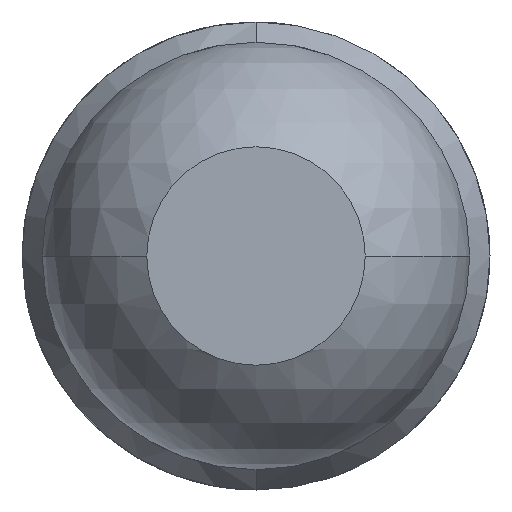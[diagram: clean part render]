
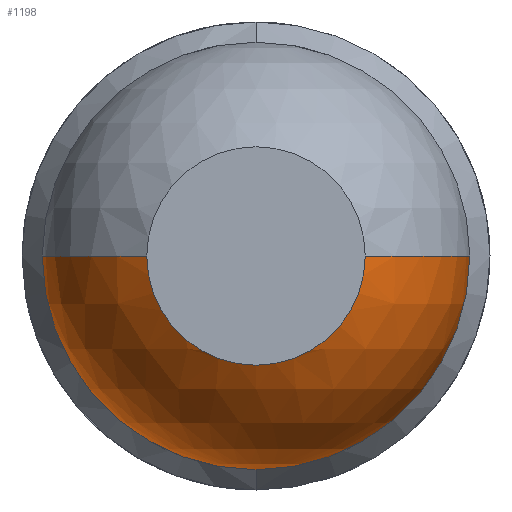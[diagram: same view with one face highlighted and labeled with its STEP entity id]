
A CAD part, front view. The second image highlights one B-rep face of the part: STEP entity #1198.
In plain terms, the highlighted spherical face has radius 0.685 mm.
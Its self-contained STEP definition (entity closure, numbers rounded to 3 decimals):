
#25 = AXIS2_PLACEMENT_3D ( 'NONE', #467, #3161, #1119 ) ;
#108 = DIRECTION ( 'NONE',  ( -1., 0., 0. ) ) ;
#143 = VERTEX_POINT ( 'NONE', #3282 ) ;
#208 = AXIS2_PLACEMENT_3D ( 'NONE', #1258, #293, #3966 ) ;
#293 = DIRECTION ( 'NONE',  ( 0., -1., 0. ) ) ;
#467 = CARTESIAN_POINT ( 'NONE',  ( 0., -26.411, 0. ) ) ;
#591 = CARTESIAN_POINT ( 'NONE',  ( -0.35, -27., 0. ) ) ;
#692 = FACE_OUTER_BOUND ( 'NONE', #3415, .T. ) ;
#698 = ORIENTED_EDGE ( 'NONE', *, *, #2572, .F. ) ;
#706 = EDGE_CURVE ( 'NONE', #143, #3597, #3304, .T. ) ;
#867 = AXIS2_PLACEMENT_3D ( 'NONE', #3120, #2139, #1093 ) ;
#968 = EDGE_CURVE ( 'NONE', #1290, #3439, #2100, .T. ) ;
#1015 = ORIENTED_EDGE ( 'NONE', *, *, #3949, .F. ) ;
#1093 = DIRECTION ( 'NONE',  ( 0., 0., -1. ) ) ;
#1119 = DIRECTION ( 'NONE',  ( 0., 0., 1. ) ) ;
#1198 = ADVANCED_FACE ( 'Defeature ausgef�hrt1_4', ( #692 ), #3753, .T. ) ;
#1258 = CARTESIAN_POINT ( 'NONE',  ( 0., -27., 0. ) ) ;
#1290 = VERTEX_POINT ( 'NONE', #591 ) ;
#1373 = EDGE_CURVE ( 'Defeature ausgef�hrt1_12+Defeature ausgef�hrt1_4+Defeature ausgef�hrt1_4+Defeature ausgef�hrt1_4', #2870, #143, #1649, .T. ) ;
#1478 = AXIS2_PLACEMENT_3D ( 'NONE', #3365, #3699, #4030 ) ;
#1586 = DIRECTION ( 'NONE',  ( 0., 0., 1. ) ) ;
#1611 = CARTESIAN_POINT ( 'NONE',  ( 0., -26.411, 0. ) ) ;
#1626 = DIRECTION ( 'NONE',  ( 1., 0., 0. ) ) ;
#1649 = CIRCLE ( 'NONE', #208, 0.35 ) ;
#1706 = DIRECTION ( 'NONE',  ( 0., 0., -1. ) ) ;
#1879 = EDGE_CURVE ( 'Defeature ausgef�hrt1_12+Defeature ausgef�hrt1_4+Defeature ausgef�hrt1_4+Defeature ausgef�hrt1_4', #1290, #2870, #3131, .T. ) ;
#1924 = DIRECTION ( 'NONE',  ( 0., 0., -1. ) ) ;
#1927 = ORIENTED_EDGE ( 'NONE', *, *, #1879, .F. ) ;
#1996 = AXIS2_PLACEMENT_3D ( 'NONE', #1611, #1586, #1626 ) ;
#2079 = ORIENTED_EDGE ( 'NONE', *, *, #706, .F. ) ;
#2100 = CIRCLE ( 'NONE', #3582, 0.685 ) ;
#2139 = DIRECTION ( 'NONE',  ( 0., -1., 0. ) ) ;
#2333 = CARTESIAN_POINT ( 'NONE',  ( -0.685, -26.411, 0. ) ) ;
#2572 = EDGE_CURVE ( 'Defeature ausgef�hrt1_5+Defeature ausgef�hrt1_4+Defeature ausgef�hrt1_4+Defeature ausgef�hrt1_4', #3597, #3455, #3653, .T. ) ;
#2592 = CARTESIAN_POINT ( 'NONE',  ( 0., -27., -0.35 ) ) ;
#2761 = AXIS2_PLACEMENT_3D ( 'NONE', #3224, #1924, #3939 ) ;
#2870 = VERTEX_POINT ( 'NONE', #2592 ) ;
#3120 = CARTESIAN_POINT ( 'NONE',  ( 0., -27., 0. ) ) ;
#3131 = CIRCLE ( 'NONE', #867, 0.35 ) ;
#3161 = DIRECTION ( 'NONE',  ( 0., 1., 0. ) ) ;
#3224 = CARTESIAN_POINT ( 'NONE',  ( 0., -26.411, 0. ) ) ;
#3282 = CARTESIAN_POINT ( 'NONE',  ( 0.35, -27., 0. ) ) ;
#3304 = CIRCLE ( 'NONE', #1996, 0.685 ) ;
#3365 = CARTESIAN_POINT ( 'NONE',  ( 0., -26.411, 0. ) ) ;
#3415 = EDGE_LOOP ( 'NONE', ( #1927, #4227, #1015, #698, #2079, #4280 ) ) ;
#3439 = VERTEX_POINT ( 'NONE', #2333 ) ;
#3455 = VERTEX_POINT ( 'NONE', #4098 ) ;
#3582 = AXIS2_PLACEMENT_3D ( 'NONE', #3741, #1706, #108 ) ;
#3597 = VERTEX_POINT ( 'NONE', #4183 ) ;
#3653 = CIRCLE ( 'NONE', #1478, 0.685 ) ;
#3699 = DIRECTION ( 'NONE',  ( 0., 1., 0. ) ) ;
#3741 = CARTESIAN_POINT ( 'NONE',  ( 0., -26.411, 0. ) ) ;
#3753 = SPHERICAL_SURFACE ( 'NONE', #2761, 0.685 ) ;
#3939 = DIRECTION ( 'NONE',  ( 1., 0., 0. ) ) ;
#3949 = EDGE_CURVE ( 'Defeature ausgef�hrt1_5+Defeature ausgef�hrt1_4+Defeature ausgef�hrt1_4+Defeature ausgef�hrt1_4', #3455, #3439, #4053, .T. ) ;
#3966 = DIRECTION ( 'NONE',  ( 0., 0., -1. ) ) ;
#4030 = DIRECTION ( 'NONE',  ( 0., 0., 1. ) ) ;
#4053 = CIRCLE ( 'NONE', #25, 0.685 ) ;
#4098 = CARTESIAN_POINT ( 'NONE',  ( 0., -26.411, -0.685 ) ) ;
#4183 = CARTESIAN_POINT ( 'NONE',  ( 0.685, -26.411, 0. ) ) ;
#4227 = ORIENTED_EDGE ( 'NONE', *, *, #968, .T. ) ;
#4280 = ORIENTED_EDGE ( 'NONE', *, *, #1373, .F. ) ;
